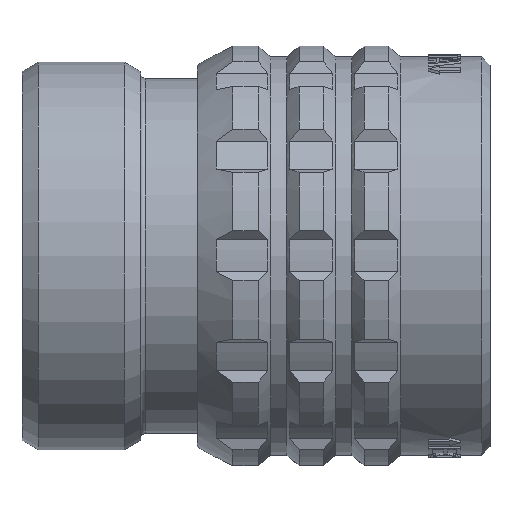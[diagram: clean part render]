
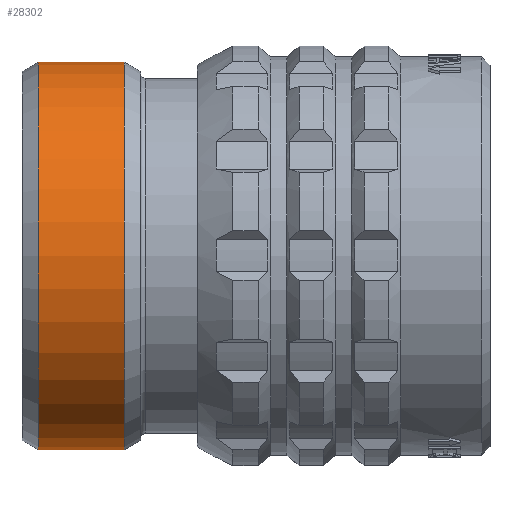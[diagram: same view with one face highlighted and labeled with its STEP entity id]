
A CAD part, top view. The second image highlights one B-rep face of the part: STEP entity #28302.
In plain terms, the highlighted cylindrical face has radius 11.925 mm (diameter 23.85 mm), a partial arc.
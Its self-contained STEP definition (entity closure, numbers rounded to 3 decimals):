
#2752=CARTESIAN_POINT('',(1.,0.,0.));
#2753=DIRECTION('',(1.,0.,0.));
#2754=DIRECTION('',(0.,1.,0.));
#2755=AXIS2_PLACEMENT_3D('',#2752,#2753,#2754);
#2757=CARTESIAN_POINT('',(6.3,0.,0.));
#2758=DIRECTION('',(1.,0.,0.));
#2759=DIRECTION('',(0.,1.,0.));
#2760=AXIS2_PLACEMENT_3D('',#2757,#2758,#2759);
#2762=DIRECTION('',(-1.,0.,0.));
#2763=VECTOR('',#2762,5.3);
#2764=CARTESIAN_POINT('',(6.3,11.925,0.));
#2765=LINE('1968',#2764,#2763);
#2766=DIRECTION('',(-1.,0.,0.));
#2767=VECTOR('',#2766,5.3);
#2768=CARTESIAN_POINT('',(6.3,-11.925,0.));
#2769=LINE('1974',#2768,#2767);
#21635=CARTESIAN_POINT('',(6.3,11.925,0.));
#21637=VERTEX_POINT('',#21635);
#21638=CARTESIAN_POINT('',(1.,11.925,0.));
#21639=VERTEX_POINT('',#21638);
#21647=CARTESIAN_POINT('',(6.3,-11.925,0.));
#21649=VERTEX_POINT('',#21647);
#21650=CARTESIAN_POINT('',(1.,-11.925,0.));
#21651=VERTEX_POINT('',#21650);
#28288=CARTESIAN_POINT('',(-1.44,0.,0.));
#28289=DIRECTION('',(1.,0.,0.));
#28290=DIRECTION('',(0.,-1.,0.));
#28291=AXIS2_PLACEMENT_3D('',#28288,#28289,#28290);
#28292=CYLINDRICAL_SURFACE('278',#28291,11.925);
#28294=ORIENTED_EDGE('1968',*,*,#28293,.F.);
#28296=ORIENTED_EDGE('1986',*,*,#28295,.T.);
#28298=ORIENTED_EDGE('1974',*,*,#28297,.T.);
#28299=ORIENTED_EDGE('1987',*,*,#28274,.F.);
#28300=EDGE_LOOP('278',(#28294,#28296,#28298,#28299));
#28301=FACE_OUTER_BOUND('278',#28300,.F.);
#2756=CIRCLE('1987',#2755,11.925);
#2761=CIRCLE('1986',#2760,11.925);
#28274=EDGE_CURVE('1987',#21639,#21651,#2756,.T.);
#28293=EDGE_CURVE('1968',#21637,#21639,#2765,.T.);
#28295=EDGE_CURVE('1986',#21637,#21649,#2761,.T.);
#28297=EDGE_CURVE('1974',#21649,#21651,#2769,.T.);
#28302=ADVANCED_FACE('278',(#28301),#28292,.T.);
